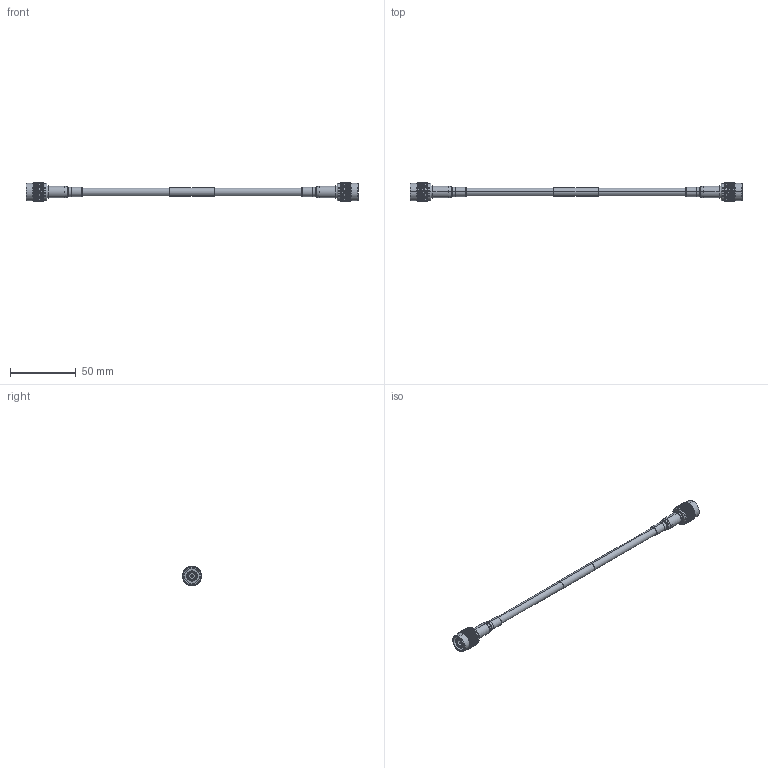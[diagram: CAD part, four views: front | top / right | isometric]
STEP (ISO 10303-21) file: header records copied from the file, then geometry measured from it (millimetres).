
FILE_DESCRIPTION (( 'STEP AP214' ), '1' );
FILE_NAME ('FMCA3191-0001_3D.step', '2023-05-01T21:55:18', ( '' ), ( '' ), 'SwSTEP 2.0', 'SolidWorks 2022', '' );
FILE_SCHEMA (( 'AUTOMOTIVE_DESIGN' ));
Length unit declared in the file: inch
Products named in the file (7): SC4272-MA2; SC4272-MA1; LMR-240_TNC_HEATSHRINK-FM; FMCA3191-0001_3D; SC4272; LMR-240-UF-FM_WITH LABEL
Assembly tree (8 placements, depth 3):
  FMCA3191-0001_3D
    LMR-240-UF-FM_WITH LABEL
    SC4272  x2
      SC4272
      SC4272-MA1
      SC4272-MA2
    LMR-240_TNC_HEATSHRINK-FM  x2
Bounding box: 253.18 x 14.5 x 14.5 mm (x, y, z)
Volume: 10512.3 mm3; surface area: 12688.9 mm2
Topology: 9 solids, 9 shells, 3380 faces, 7428 edges, 4082 vertices
Faces by surface type: bspline 2400, cylinder 812, plane 88, cone 56, torus 24
Entity records: 131394 total; most frequent: CARTESIAN_POINT 107819, ORIENTED_EDGE 7442, EDGE_CURVE 3721, VERTEX_POINT 2047, DIRECTION 1895, EDGE_LOOP 1716, FACE_OUTER_BOUND 1695, ADVANCED_FACE 1695
